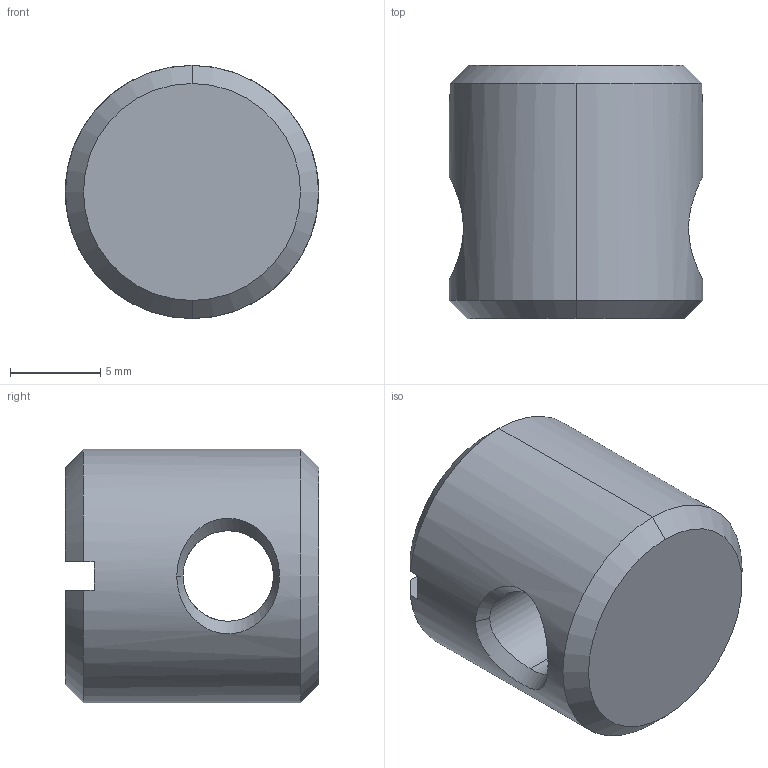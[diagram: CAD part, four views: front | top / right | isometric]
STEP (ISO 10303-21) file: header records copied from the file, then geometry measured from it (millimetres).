
FILE_DESCRIPTION (( 'STEP AP214' ), '1' );
FILE_NAME ('F002529_3D.step', '2022-11-21T18:14:56', ( '' ), ( '' ), 'SwSTEP 2.0', 'SolidWorks 2020', '' );
FILE_SCHEMA (( 'AUTOMOTIVE_DESIGN' ));
Length unit declared in the file: millimetre
Products named in the file (1): F002529_3D
Bounding box: 14 x 14 x 14 mm (x, y, z)
Volume: 1800.9 mm3; surface area: 1067.2 mm2
Topology: 1 solids, 1 shells, 19 faces, 47 edges, 30 vertices
Faces by surface type: plane 6, cone 5, bspline 4, cylinder 4
Entity records: 3342 total; most frequent: CARTESIAN_POINT 2889, ORIENTED_EDGE 94, DIRECTION 73, EDGE_CURVE 47, VERTEX_POINT 30, AXIS2_PLACEMENT_3D 29, EDGE_LOOP 21, FACE_OUTER_BOUND 19
